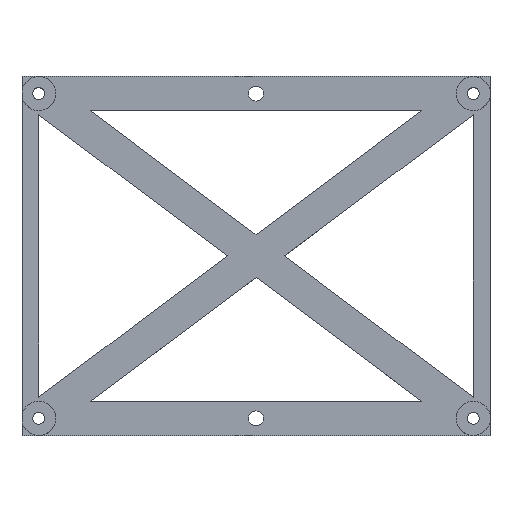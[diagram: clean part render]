
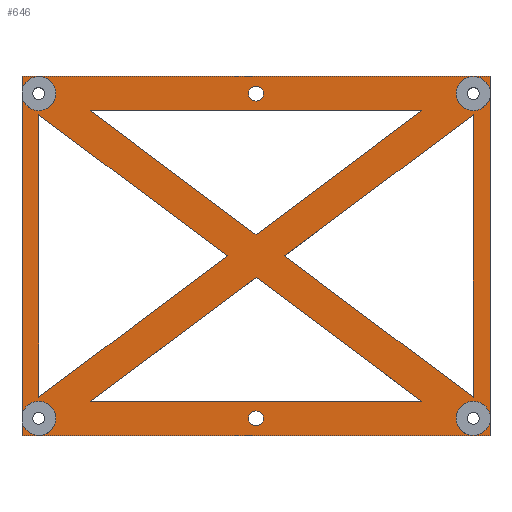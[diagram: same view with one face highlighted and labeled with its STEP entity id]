
A CAD part, top view. The second image highlights one B-rep face of the part: STEP entity #646.
In plain terms, the highlighted planar face has unit normal (0, 0, 1).
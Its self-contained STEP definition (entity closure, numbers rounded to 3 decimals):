
#16=FACE_BOUND('',#96,.T.);
#17=FACE_BOUND('',#97,.T.);
#18=FACE_BOUND('',#98,.T.);
#19=FACE_BOUND('',#99,.T.);
#20=FACE_BOUND('',#100,.T.);
#21=FACE_BOUND('',#101,.T.);
#37=PLANE('',#699);
#62=FACE_OUTER_BOUND('',#95,.T.);
#95=EDGE_LOOP('',(#478,#479,#480,#481,#482,#483,#484,#485,#486,#487,#488,
#489));
#96=EDGE_LOOP('',(#490));
#97=EDGE_LOOP('',(#491));
#98=EDGE_LOOP('',(#492,#493,#494));
#99=EDGE_LOOP('',(#495,#496,#497));
#100=EDGE_LOOP('',(#498,#499,#500));
#101=EDGE_LOOP('',(#501,#502,#503));
#146=LINE('',#943,#216);
#150=LINE('',#951,#220);
#154=LINE('',#958,#224);
#155=LINE('',#962,#225);
#156=LINE('',#964,#226);
#157=LINE('',#968,#227);
#158=LINE('',#972,#228);
#159=LINE('',#973,#229);
#160=LINE('',#976,#230);
#161=LINE('',#978,#231);
#162=LINE('',#979,#232);
#163=LINE('',#982,#233);
#164=LINE('',#984,#234);
#165=LINE('',#985,#235);
#166=LINE('',#988,#236);
#167=LINE('',#990,#237);
#168=LINE('',#991,#238);
#169=LINE('',#994,#239);
#170=LINE('',#996,#240);
#171=LINE('',#997,#241);
#216=VECTOR('',#770,10.);
#220=VECTOR('',#774,10.);
#224=VECTOR('',#778,10.);
#225=VECTOR('',#783,10.);
#226=VECTOR('',#784,10.);
#227=VECTOR('',#787,10.);
#228=VECTOR('',#790,10.);
#229=VECTOR('',#791,10.);
#230=VECTOR('',#792,10.);
#231=VECTOR('',#793,10.);
#232=VECTOR('',#794,10.);
#233=VECTOR('',#795,10.);
#234=VECTOR('',#796,10.);
#235=VECTOR('',#797,10.);
#236=VECTOR('',#798,10.);
#237=VECTOR('',#799,10.);
#238=VECTOR('',#800,10.);
#239=VECTOR('',#801,10.);
#240=VECTOR('',#802,10.);
#241=VECTOR('',#803,10.);
#282=CIRCLE('',#689,1.75);
#284=CIRCLE('',#692,1.75);
#285=CIRCLE('',#694,4.);
#288=CIRCLE('',#700,4.);
#289=CIRCLE('',#701,4.);
#290=CIRCLE('',#702,4.);
#302=VERTEX_POINT('',#919);
#304=VERTEX_POINT('',#925);
#305=VERTEX_POINT('',#929);
#306=VERTEX_POINT('',#930);
#310=VERTEX_POINT('',#942);
#313=VERTEX_POINT('',#948);
#314=VERTEX_POINT('',#950);
#317=VERTEX_POINT('',#956);
#318=VERTEX_POINT('',#961);
#319=VERTEX_POINT('',#963);
#320=VERTEX_POINT('',#965);
#321=VERTEX_POINT('',#967);
#322=VERTEX_POINT('',#969);
#323=VERTEX_POINT('',#971);
#324=VERTEX_POINT('',#974);
#325=VERTEX_POINT('',#975);
#326=VERTEX_POINT('',#977);
#327=VERTEX_POINT('',#980);
#328=VERTEX_POINT('',#981);
#329=VERTEX_POINT('',#983);
#330=VERTEX_POINT('',#986);
#331=VERTEX_POINT('',#987);
#332=VERTEX_POINT('',#989);
#333=VERTEX_POINT('',#992);
#334=VERTEX_POINT('',#993);
#335=VERTEX_POINT('',#995);
#363=EDGE_CURVE('',#302,#302,#282,.T.);
#366=EDGE_CURVE('',#304,#304,#284,.T.);
#367=EDGE_CURVE('',#305,#306,#285,.T.);
#373=EDGE_CURVE('',#310,#305,#146,.T.);
#377=EDGE_CURVE('',#314,#313,#150,.T.);
#381=EDGE_CURVE('',#306,#317,#154,.T.);
#382=EDGE_CURVE('',#317,#314,#288,.T.);
#383=EDGE_CURVE('',#313,#318,#155,.T.);
#384=EDGE_CURVE('',#318,#319,#156,.T.);
#385=EDGE_CURVE('',#319,#320,#289,.T.);
#386=EDGE_CURVE('',#320,#321,#157,.T.);
#387=EDGE_CURVE('',#321,#322,#290,.T.);
#388=EDGE_CURVE('',#322,#323,#158,.T.);
#389=EDGE_CURVE('',#323,#310,#159,.T.);
#390=EDGE_CURVE('',#324,#325,#160,.T.);
#391=EDGE_CURVE('',#325,#326,#161,.T.);
#392=EDGE_CURVE('',#326,#324,#162,.T.);
#393=EDGE_CURVE('',#327,#328,#163,.T.);
#394=EDGE_CURVE('',#328,#329,#164,.T.);
#395=EDGE_CURVE('',#329,#327,#165,.T.);
#396=EDGE_CURVE('',#330,#331,#166,.T.);
#397=EDGE_CURVE('',#331,#332,#167,.T.);
#398=EDGE_CURVE('',#332,#330,#168,.T.);
#399=EDGE_CURVE('',#333,#334,#169,.T.);
#400=EDGE_CURVE('',#334,#335,#170,.T.);
#401=EDGE_CURVE('',#335,#333,#171,.T.);
#478=ORIENTED_EDGE('',*,*,#367,.T.);
#479=ORIENTED_EDGE('',*,*,#381,.T.);
#480=ORIENTED_EDGE('',*,*,#382,.T.);
#481=ORIENTED_EDGE('',*,*,#377,.T.);
#482=ORIENTED_EDGE('',*,*,#383,.T.);
#483=ORIENTED_EDGE('',*,*,#384,.T.);
#484=ORIENTED_EDGE('',*,*,#385,.T.);
#485=ORIENTED_EDGE('',*,*,#386,.T.);
#486=ORIENTED_EDGE('',*,*,#387,.T.);
#487=ORIENTED_EDGE('',*,*,#388,.T.);
#488=ORIENTED_EDGE('',*,*,#389,.T.);
#489=ORIENTED_EDGE('',*,*,#373,.T.);
#490=ORIENTED_EDGE('',*,*,#363,.T.);
#491=ORIENTED_EDGE('',*,*,#366,.T.);
#492=ORIENTED_EDGE('',*,*,#390,.T.);
#493=ORIENTED_EDGE('',*,*,#391,.T.);
#494=ORIENTED_EDGE('',*,*,#392,.T.);
#495=ORIENTED_EDGE('',*,*,#393,.T.);
#496=ORIENTED_EDGE('',*,*,#394,.T.);
#497=ORIENTED_EDGE('',*,*,#395,.T.);
#498=ORIENTED_EDGE('',*,*,#396,.T.);
#499=ORIENTED_EDGE('',*,*,#397,.T.);
#500=ORIENTED_EDGE('',*,*,#398,.T.);
#501=ORIENTED_EDGE('',*,*,#399,.T.);
#502=ORIENTED_EDGE('',*,*,#400,.T.);
#503=ORIENTED_EDGE('',*,*,#401,.T.);
#646=ADVANCED_FACE('',(#62,#16,#17,#18,#19,#20,#21),#37,.T.);
#689=AXIS2_PLACEMENT_3D('',#921,#746,#747);
#692=AXIS2_PLACEMENT_3D('',#927,#753,#754);
#694=AXIS2_PLACEMENT_3D('',#931,#757,#758);
#699=AXIS2_PLACEMENT_3D('',#959,#779,#780);
#700=AXIS2_PLACEMENT_3D('',#960,#781,#782);
#701=AXIS2_PLACEMENT_3D('',#966,#785,#786);
#702=AXIS2_PLACEMENT_3D('',#970,#788,#789);
#746=DIRECTION('center_axis',(0.,0.,-1.));
#747=DIRECTION('ref_axis',(1.,0.,0.));
#753=DIRECTION('center_axis',(0.,0.,-1.));
#754=DIRECTION('ref_axis',(1.,0.,0.));
#757=DIRECTION('center_axis',(0.,0.,-1.));
#758=DIRECTION('ref_axis',(1.,0.,0.));
#770=DIRECTION('',(0.,-1.,0.));
#774=DIRECTION('',(0.,-1.,0.));
#778=DIRECTION('',(0.,-1.,0.));
#779=DIRECTION('center_axis',(0.,0.,1.));
#780=DIRECTION('ref_axis',(1.,0.,0.));
#781=DIRECTION('center_axis',(0.,0.,-1.));
#782=DIRECTION('ref_axis',(1.,0.,0.));
#783=DIRECTION('',(1.,0.,0.));
#784=DIRECTION('',(0.,1.,0.));
#785=DIRECTION('center_axis',(0.,0.,-1.));
#786=DIRECTION('ref_axis',(1.,0.,0.));
#787=DIRECTION('',(0.,1.,0.));
#788=DIRECTION('center_axis',(0.,0.,-1.));
#789=DIRECTION('ref_axis',(1.,0.,0.));
#790=DIRECTION('',(0.,1.,0.));
#791=DIRECTION('',(-1.,0.,0.));
#792=DIRECTION('',(0.801,0.599,0.));
#793=DIRECTION('',(0.,-1.,0.));
#794=DIRECTION('',(-0.801,0.599,0.));
#795=DIRECTION('',(0.801,-0.599,0.));
#796=DIRECTION('',(-1.,0.,0.));
#797=DIRECTION('',(0.801,0.599,0.));
#798=DIRECTION('',(-0.801,-0.599,0.));
#799=DIRECTION('',(0.,1.,0.));
#800=DIRECTION('',(0.801,-0.599,0.));
#801=DIRECTION('',(1.,0.,0.));
#802=DIRECTION('',(-0.801,-0.599,0.));
#803=DIRECTION('',(-0.801,0.599,0.));
#919=CARTESIAN_POINT('',(-1.75,38.05,3.));
#921=CARTESIAN_POINT('Origin',(0.,38.05,3.));
#925=CARTESIAN_POINT('',(-1.75,-38.05,3.));
#927=CARTESIAN_POINT('Origin',(0.,-38.05,3.));
#929=CARTESIAN_POINT('',(-54.835,38.894,3.));
#930=CARTESIAN_POINT('',(-54.835,37.206,3.));
#931=CARTESIAN_POINT('Origin',(-50.925,38.05,3.));
#942=CARTESIAN_POINT('',(-54.835,42.15,3.));
#943=CARTESIAN_POINT('',(-54.835,-42.15,3.));
#948=CARTESIAN_POINT('',(-54.835,-42.15,3.));
#950=CARTESIAN_POINT('',(-54.835,-38.894,3.));
#951=CARTESIAN_POINT('',(-54.835,-42.15,3.));
#956=CARTESIAN_POINT('',(-54.835,-37.206,3.));
#958=CARTESIAN_POINT('',(-54.835,-42.15,3.));
#959=CARTESIAN_POINT('Origin',(0.,0.,3.));
#960=CARTESIAN_POINT('Origin',(-50.925,-38.05,3.));
#961=CARTESIAN_POINT('',(54.835,-42.15,3.));
#962=CARTESIAN_POINT('',(54.835,-42.15,3.));
#963=CARTESIAN_POINT('',(54.835,-38.894,3.));
#964=CARTESIAN_POINT('',(54.835,42.15,3.));
#965=CARTESIAN_POINT('',(54.835,-37.206,3.));
#966=CARTESIAN_POINT('Origin',(50.925,-38.05,3.));
#967=CARTESIAN_POINT('',(54.835,37.206,3.));
#968=CARTESIAN_POINT('',(54.835,42.15,3.));
#969=CARTESIAN_POINT('',(54.835,38.894,3.));
#970=CARTESIAN_POINT('Origin',(50.925,38.05,3.));
#971=CARTESIAN_POINT('',(54.835,42.15,3.));
#972=CARTESIAN_POINT('',(54.835,42.15,3.));
#973=CARTESIAN_POINT('',(-54.835,42.15,3.));
#974=CARTESIAN_POINT('',(6.683,0.,3.));
#975=CARTESIAN_POINT('',(50.925,33.057,3.));
#976=CARTESIAN_POINT('',(53.319,34.846,3.));
#977=CARTESIAN_POINT('',(50.925,-33.057,3.));
#978=CARTESIAN_POINT('',(50.925,34.05,3.));
#979=CARTESIAN_POINT('',(53.319,-34.846,3.));
#980=CARTESIAN_POINT('',(0.011,-4.985,3.));
#981=CARTESIAN_POINT('',(38.893,-34.05,3.));
#982=CARTESIAN_POINT('',(-53.687,35.157,3.));
#983=CARTESIAN_POINT('',(-38.889,-34.05,3.));
#984=CARTESIAN_POINT('',(50.925,-34.05,3.));
#985=CARTESIAN_POINT('',(53.319,34.846,3.));
#986=CARTESIAN_POINT('',(-6.67,0.01,3.));
#987=CARTESIAN_POINT('',(-50.925,-33.057,3.));
#988=CARTESIAN_POINT('',(48.531,41.254,3.));
#989=CARTESIAN_POINT('',(-50.925,33.092,3.));
#990=CARTESIAN_POINT('',(-50.925,-34.05,3.));
#991=CARTESIAN_POINT('',(-53.687,35.157,3.));
#992=CARTESIAN_POINT('',(-38.889,34.05,3.));
#993=CARTESIAN_POINT('',(38.889,34.05,3.));
#994=CARTESIAN_POINT('',(-50.925,34.05,3.));
#995=CARTESIAN_POINT('',(0.,4.993,3.));
#996=CARTESIAN_POINT('',(48.531,41.254,3.));
#997=CARTESIAN_POINT('',(53.319,-34.846,3.));
